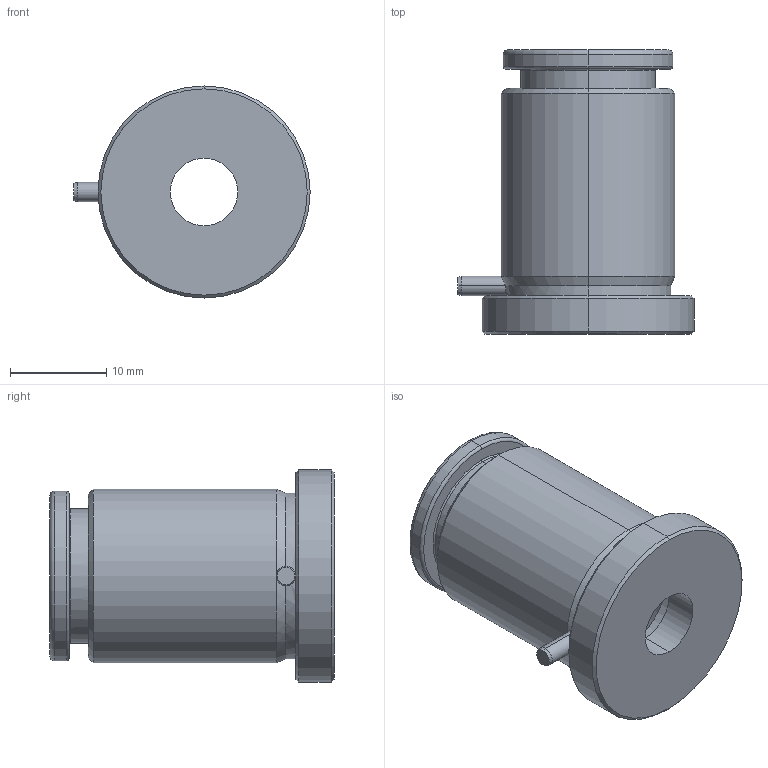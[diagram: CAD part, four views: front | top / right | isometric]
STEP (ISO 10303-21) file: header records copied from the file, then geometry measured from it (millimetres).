
FILE_DESCRIPTION (( 'STEP AP214' ), '1' );
FILE_NAME ('BA101822.STEP', '2013-06-20T10:58:07', ( '' ), ( '' ), 'SwSTEP 2.0', 'SolidWorks 2011', '' );
FILE_SCHEMA (( 'AUTOMOTIVE_DESIGN' ));
Length unit declared in the file: millimetre
Products named in the file (6): 1muelle10-comp AE10; 1Casq_pulsador-10L_Pulsador_10; 9BA101822_9BA.101822; Parallel Pin Unhardened_DIN_Parallel Pin ISO 2338 - 2 h6 x 10 - St; 1bola238; BA101822
Assembly tree (14 placements, depth 2):
  BA101822
    1muelle10-comp AE10
    1bola238  x10
    1Casq_pulsador-10L_Pulsador_10
    Parallel Pin Unhardened_DIN_Parallel Pin ISO 2338 - 2 h6 x 10 - St
    9BA101822_9BA.101822
Bounding box: 24.5 x 29.5 x 22 mm (x, y, z)
Volume: 5090.2 mm3; surface area: 5707.3 mm2
Topology: 14 solids, 14 shells, 204 faces, 541 edges, 335 vertices
Faces by surface type: cylinder 80, cone 65, torus 21, sphere 20, plane 16, bspline 2
Entity records: 7659 total; most frequent: CARTESIAN_POINT 2975, ORIENTED_EDGE 946, DIRECTION 931, EDGE_CURVE 473, AXIS2_PLACEMENT_3D 407, VERTEX_POINT 287, EDGE_LOOP 206, CIRCLE 206
